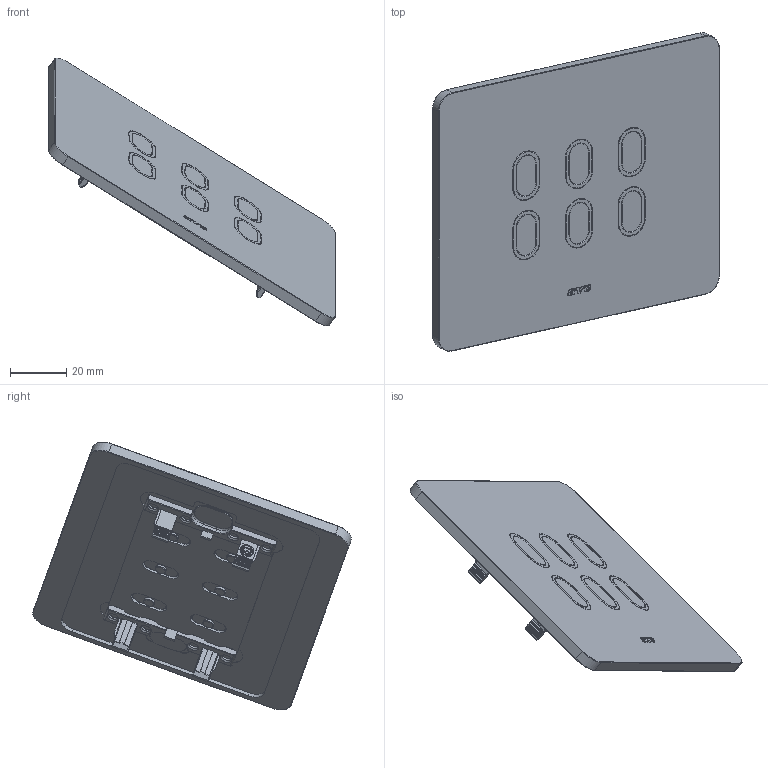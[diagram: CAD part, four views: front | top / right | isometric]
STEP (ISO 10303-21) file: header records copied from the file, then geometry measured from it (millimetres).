
FILE_DESCRIPTION(('CATIA V5 STEP Exchange'),'2;1');
FILE_NAME('44PSMCTC16@.stp','2024-10-03T09:05:43+00:00',('none'),('none'),'CATIA Version 5-6 Release 2016 SP6','CATIA V5 STEP AP203','none');
FILE_SCHEMA(('CONFIG_CONTROL_DESIGN'));
Length unit declared in the file: millimetre
Products named in the file (1): 44PSMCTC16@
Assembly tree (16 placements, depth 2):
  44PSMCTC16@
    #57  x2
    #11705  x6
    #13050
    #23190  x6
    #23469
Bounding box: 102.29 x 113.66 x 95.6 mm (x, y, z)
Volume: 40905.5 mm3; surface area: 34343.5 mm2
Topology: 15 solids, 15 shells, 1226 faces, 3032 edges, 1850 vertices
Faces by surface type: plane 473, cylinder 452, torus 116, bspline 76, extrusion 37, cone 36, sphere 36
Entity records: 23481 total; most frequent: CARTESIAN_POINT 8783, ORIENTED_EDGE 3314, DIRECTION 2347, EDGE_CURVE 1657, VERTEX_POINT 1053, VECTOR 927, AXIS2_PLACEMENT_3D 925, LINE 890
